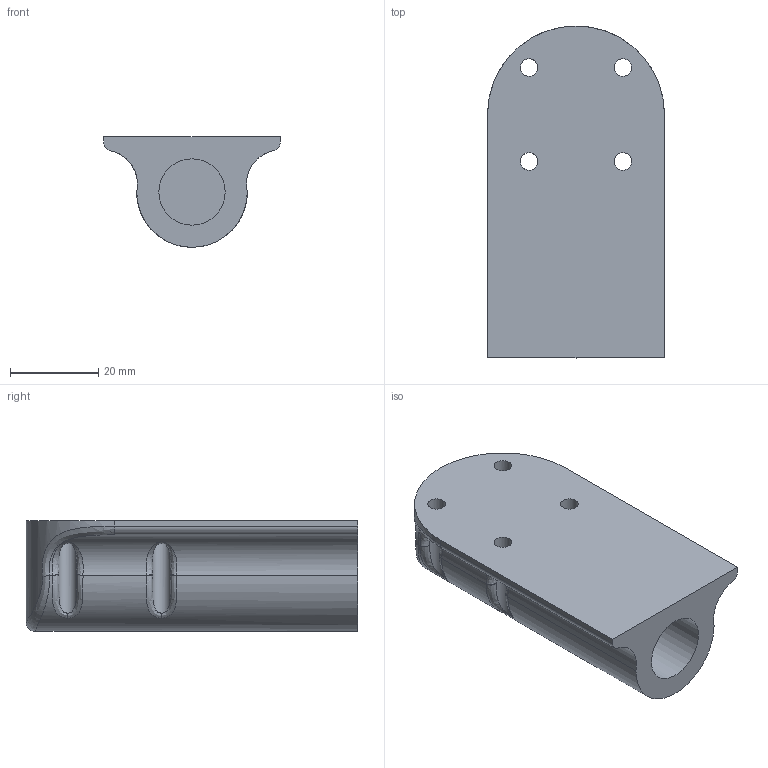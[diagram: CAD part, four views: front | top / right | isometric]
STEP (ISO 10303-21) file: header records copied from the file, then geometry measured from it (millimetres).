
FILE_DESCRIPTION(('FreeCAD Model'),'2;1');
FILE_NAME('Open CASCADE Shape Model','2025-11-08T23:04:54',('Author'),( ''),'Open CASCADE STEP processor 7.8','FreeCAD','Unknown');
FILE_SCHEMA(('AUTOMOTIVE_DESIGN { 1 0 10303 214 1 1 1 1 }'));
Length unit declared in the file: millimetre
Products named in the file (1): Fillet001
Bounding box: 40 x 75 x 25 mm (x, y, z)
Volume: 37389.5 mm3; surface area: 11527 mm2
Topology: 1 solids, 1 shells, 35 faces, 121 edges, 64 vertices
Faces by surface type: bspline 18, cylinder 12, plane 5
Full cylindrical faces by diameter (mm): 4 x4, 15 x1
Entity records: 14546 total; most frequent: CARTESIAN_POINT 13807, ORIENTED_EDGE 200, EDGE_CURVE 100, DIRECTION 91, VERTEX_POINT 64, FACE_BOUND 40, EDGE_LOOP 40, ADVANCED_FACE 35
